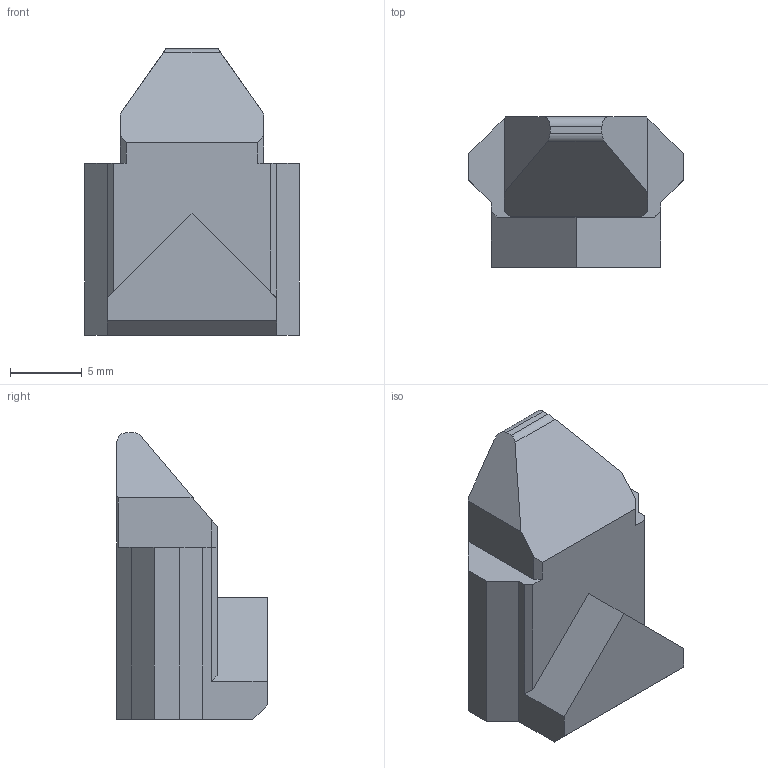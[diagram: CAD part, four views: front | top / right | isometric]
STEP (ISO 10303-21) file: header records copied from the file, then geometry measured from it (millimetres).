
FILE_DESCRIPTION (( 'STEP AP203' ), '1' );
FILE_NAME ('Mag_Release_V1.STEP', '2022-07-20T17:17:57', ( '' ), ( '' ), 'SwSTEP 2.0', 'SolidWorks 2020', '' );
FILE_SCHEMA (( 'CONFIG_CONTROL_DESIGN' ));
Length unit declared in the file: millimetre
Products named in the file (1): Mag_Release_V1
Bounding box: 15 x 10.5 x 20 mm (x, y, z)
Volume: 1557.6 mm3; surface area: 997.2 mm2
Topology: 1 solids, 1 shells, 34 faces, 93 edges, 62 vertices
Faces by surface type: plane 30, cylinder 4
Entity records: 1138 total; most frequent: CARTESIAN_POINT 202, ORIENTED_EDGE 186, DIRECTION 163, EDGE_CURVE 93, LINE 85, VECTOR 85, VERTEX_POINT 62, AXIS2_PLACEMENT_3D 39
